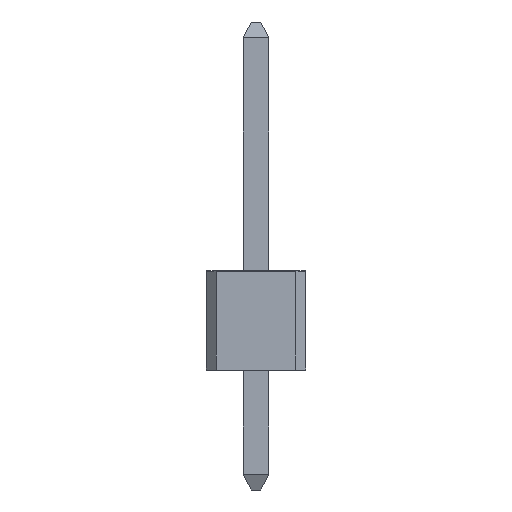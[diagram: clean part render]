
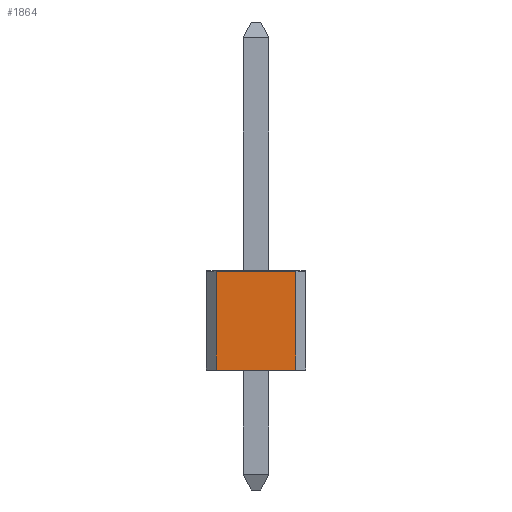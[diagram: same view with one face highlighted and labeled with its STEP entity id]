
A CAD part, left-side view. The second image highlights one B-rep face of the part: STEP entity #1864.
In plain terms, the highlighted planar face has unit normal (-1, 0, 0).
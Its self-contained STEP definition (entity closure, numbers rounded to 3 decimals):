
#124 = PLANE('',#125);
#125 = AXIS2_PLACEMENT_3D('',#126,#127,#128);
#126 = CARTESIAN_POINT('',(-1.27,-4.064,-17.343));
#127 = DIRECTION('',(-0.707,0.707,0.));
#128 = DIRECTION('',(0.707,0.707,0.));
#363 = VERTEX_POINT('',#364);
#364 = CARTESIAN_POINT('',(-1.27,-4.064,0.01));
#390 = EDGE_CURVE('',#363,#391,#393,.T.);
#391 = VERTEX_POINT('',#392);
#392 = CARTESIAN_POINT('',(-1.27,-4.064,2.53));
#393 = SURFACE_CURVE('',#394,(#398,#405),.PCURVE_S1.);
#394 = LINE('',#395,#396);
#395 = CARTESIAN_POINT('',(-1.27,-4.064,-17.343));
#396 = VECTOR('',#397,1.);
#397 = DIRECTION('',(0.,0.,1.));
#398 = PCURVE('',#124,#399);
#399 = DEFINITIONAL_REPRESENTATION('',(#400),#404);
#400 = LINE('',#401,#402);
#401 = CARTESIAN_POINT('',(0.,0.));
#402 = VECTOR('',#403,1.);
#403 = DIRECTION('',(0.,-1.));
#404 = ( GEOMETRIC_REPRESENTATION_CONTEXT(2) 
PARAMETRIC_REPRESENTATION_CONTEXT() REPRESENTATION_CONTEXT('2D SPACE',''
  ) );
#405 = PCURVE('',#406,#411);
#406 = PLANE('',#407);
#407 = AXIS2_PLACEMENT_3D('',#408,#409,#410);
#408 = CARTESIAN_POINT('',(-1.27,-1.524,0.));
#409 = DIRECTION('',(-1.,0.,0.));
#410 = DIRECTION('',(0.,-1.,0.));
#411 = DEFINITIONAL_REPRESENTATION('',(#412),#416);
#412 = LINE('',#413,#414);
#413 = CARTESIAN_POINT('',(2.54,-17.343));
#414 = VECTOR('',#415,1.);
#415 = DIRECTION('',(0.,1.));
#416 = ( GEOMETRIC_REPRESENTATION_CONTEXT(2) 
PARAMETRIC_REPRESENTATION_CONTEXT() REPRESENTATION_CONTEXT('2D SPACE',''
  ) );
#728 = PLANE('',#729);
#729 = AXIS2_PLACEMENT_3D('',#730,#731,#732);
#730 = CARTESIAN_POINT('',(-1.265,-4.064,2.535));
#731 = DIRECTION('',(-0.707,0.,0.707)
  );
#732 = DIRECTION('',(0.,1.,0.));
#1546 = PLANE('',#1547);
#1547 = AXIS2_PLACEMENT_3D('',#1548,#1549,#1550);
#1548 = CARTESIAN_POINT('',(-1.27,-6.096,0.));
#1549 = DIRECTION('',(-0.707,-0.707,0.));
#1550 = DIRECTION('',(0.707,-0.707,0.));
#1827 = PLANE('',#1828);
#1828 = AXIS2_PLACEMENT_3D('',#1829,#1830,#1831);
#1829 = CARTESIAN_POINT('',(-1.265,-4.064,0.005));
#1830 = DIRECTION('',(0.707,0.,0.707)
  );
#1831 = DIRECTION('',(0.,-1.,0.));
#1864 = ADVANCED_FACE('',(#1865),#406,.T.);
#1865 = FACE_BOUND('',#1866,.T.);
#1866 = EDGE_LOOP('',(#1867,#1868,#1891,#1914));
#1867 = ORIENTED_EDGE('',*,*,#390,.F.);
#1868 = ORIENTED_EDGE('',*,*,#1869,.T.);
#1869 = EDGE_CURVE('',#363,#1870,#1872,.T.);
#1870 = VERTEX_POINT('',#1871);
#1871 = CARTESIAN_POINT('',(-1.27,-6.096,0.01));
#1872 = SURFACE_CURVE('',#1873,(#1877,#1884),.PCURVE_S1.);
#1873 = LINE('',#1874,#1875);
#1874 = CARTESIAN_POINT('',(-1.27,-4.064,0.01));
#1875 = VECTOR('',#1876,1.);
#1876 = DIRECTION('',(0.,-1.,0.));
#1877 = PCURVE('',#406,#1878);
#1878 = DEFINITIONAL_REPRESENTATION('',(#1879),#1883);
#1879 = LINE('',#1880,#1881);
#1880 = CARTESIAN_POINT('',(2.54,0.01));
#1881 = VECTOR('',#1882,1.);
#1882 = DIRECTION('',(1.,0.));
#1883 = ( GEOMETRIC_REPRESENTATION_CONTEXT(2) 
PARAMETRIC_REPRESENTATION_CONTEXT() REPRESENTATION_CONTEXT('2D SPACE',''
  ) );
#1884 = PCURVE('',#1827,#1885);
#1885 = DEFINITIONAL_REPRESENTATION('',(#1886),#1890);
#1886 = LINE('',#1887,#1888);
#1887 = CARTESIAN_POINT('',(0.,-0.007));
#1888 = VECTOR('',#1889,1.);
#1889 = DIRECTION('',(1.,0.));
#1890 = ( GEOMETRIC_REPRESENTATION_CONTEXT(2) 
PARAMETRIC_REPRESENTATION_CONTEXT() REPRESENTATION_CONTEXT('2D SPACE',''
  ) );
#1891 = ORIENTED_EDGE('',*,*,#1892,.T.);
#1892 = EDGE_CURVE('',#1870,#1893,#1895,.T.);
#1893 = VERTEX_POINT('',#1894);
#1894 = CARTESIAN_POINT('',(-1.27,-6.096,2.53));
#1895 = SURFACE_CURVE('',#1896,(#1900,#1907),.PCURVE_S1.);
#1896 = LINE('',#1897,#1898);
#1897 = CARTESIAN_POINT('',(-1.27,-6.096,0.));
#1898 = VECTOR('',#1899,1.);
#1899 = DIRECTION('',(0.,0.,1.));
#1900 = PCURVE('',#406,#1901);
#1901 = DEFINITIONAL_REPRESENTATION('',(#1902),#1906);
#1902 = LINE('',#1903,#1904);
#1903 = CARTESIAN_POINT('',(4.572,0.));
#1904 = VECTOR('',#1905,1.);
#1905 = DIRECTION('',(0.,1.));
#1906 = ( GEOMETRIC_REPRESENTATION_CONTEXT(2) 
PARAMETRIC_REPRESENTATION_CONTEXT() REPRESENTATION_CONTEXT('2D SPACE',''
  ) );
#1907 = PCURVE('',#1546,#1908);
#1908 = DEFINITIONAL_REPRESENTATION('',(#1909),#1913);
#1909 = LINE('',#1910,#1911);
#1910 = CARTESIAN_POINT('',(0.,0.));
#1911 = VECTOR('',#1912,1.);
#1912 = DIRECTION('',(0.,1.));
#1913 = ( GEOMETRIC_REPRESENTATION_CONTEXT(2) 
PARAMETRIC_REPRESENTATION_CONTEXT() REPRESENTATION_CONTEXT('2D SPACE',''
  ) );
#1914 = ORIENTED_EDGE('',*,*,#1915,.F.);
#1915 = EDGE_CURVE('',#391,#1893,#1916,.T.);
#1916 = SURFACE_CURVE('',#1917,(#1921,#1928),.PCURVE_S1.);
#1917 = LINE('',#1918,#1919);
#1918 = CARTESIAN_POINT('',(-1.27,-4.064,2.53));
#1919 = VECTOR('',#1920,1.);
#1920 = DIRECTION('',(0.,-1.,0.));
#1921 = PCURVE('',#406,#1922);
#1922 = DEFINITIONAL_REPRESENTATION('',(#1923),#1927);
#1923 = LINE('',#1924,#1925);
#1924 = CARTESIAN_POINT('',(2.54,2.53));
#1925 = VECTOR('',#1926,1.);
#1926 = DIRECTION('',(1.,0.));
#1927 = ( GEOMETRIC_REPRESENTATION_CONTEXT(2) 
PARAMETRIC_REPRESENTATION_CONTEXT() REPRESENTATION_CONTEXT('2D SPACE',''
  ) );
#1928 = PCURVE('',#728,#1929);
#1929 = DEFINITIONAL_REPRESENTATION('',(#1930),#1934);
#1930 = LINE('',#1931,#1932);
#1931 = CARTESIAN_POINT('',(-0.,0.007));
#1932 = VECTOR('',#1933,1.);
#1933 = DIRECTION('',(-1.,0.));
#1934 = ( GEOMETRIC_REPRESENTATION_CONTEXT(2) 
PARAMETRIC_REPRESENTATION_CONTEXT() REPRESENTATION_CONTEXT('2D SPACE',''
  ) );
